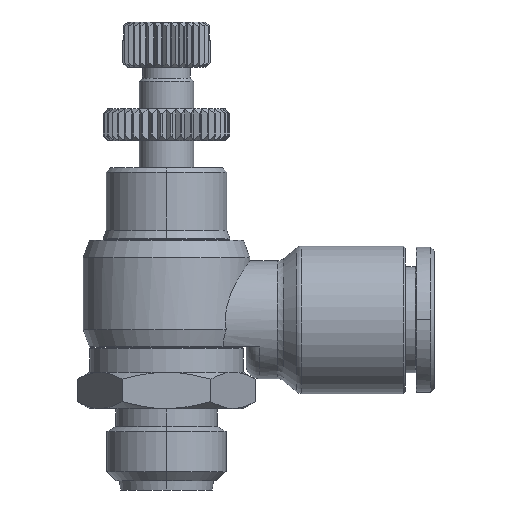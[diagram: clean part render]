
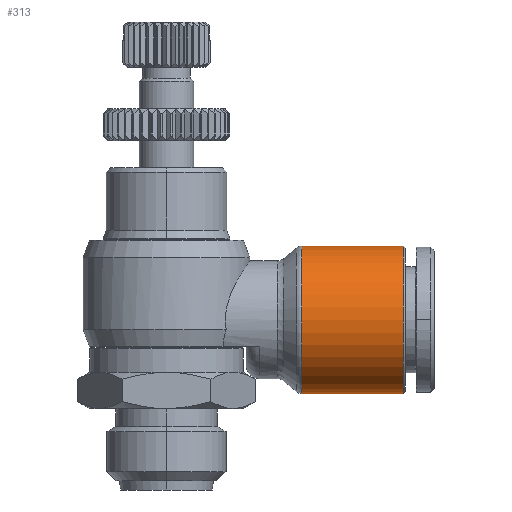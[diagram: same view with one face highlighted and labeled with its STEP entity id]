
A CAD part, front view. The second image highlights one B-rep face of the part: STEP entity #313.
In plain terms, the highlighted cylindrical face has radius 8.15 mm (diameter 16.3 mm), a partial arc.
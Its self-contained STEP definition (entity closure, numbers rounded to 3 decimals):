
#272=CARTESIAN_POINT('',(-14.0,0.,0.));
#273=DIRECTION('',(1.0,0.,0.));
#274=DIRECTION('',(0.0,0.0,1.0));
#275=AXIS2_PLACEMENT_3D('',#272,#273,#274);
#276=CYLINDRICAL_SURFACE('',#275,8.15);
#277=CARTESIAN_POINT('',(-20.55,0.,8.15));
#278=VERTEX_POINT('',#277);
#279=CARTESIAN_POINT('',(-9.359,0.,8.15));
#280=VERTEX_POINT('',#279);
#281=CARTESIAN_POINT('',(-20.55,0.,8.15));
#282=DIRECTION('',(1.0,0.0,0.0));
#283=VECTOR('',#282,11.191);
#284=LINE('',#281,#283);
#285=EDGE_CURVE('',#278,#280,#284,.T.);
#286=ORIENTED_EDGE('',*,*,#285,.F.);
#287=CARTESIAN_POINT('',(-20.55,0.,-8.15));
#288=VERTEX_POINT('',#287);
#289=CARTESIAN_POINT('',(-20.55,0.,0.));
#290=DIRECTION('',(-1.0,0.0,0.0));
#291=DIRECTION('',(0.0,0.0,-1.0));
#292=AXIS2_PLACEMENT_3D('',#289,#290,#291);
#293=CIRCLE('',#292,8.15);
#294=EDGE_CURVE('',#288,#278,#293,.T.);
#295=ORIENTED_EDGE('',*,*,#294,.F.);
#296=CARTESIAN_POINT('',(-9.359,0.,-8.15));
#297=VERTEX_POINT('',#296);
#298=CARTESIAN_POINT('',(-9.359,0.,-8.15));
#299=DIRECTION('',(-1.0,0.0,0.0));
#300=VECTOR('',#299,11.191);
#301=LINE('',#298,#300);
#302=EDGE_CURVE('',#297,#288,#301,.T.);
#303=ORIENTED_EDGE('',*,*,#302,.F.);
#304=CARTESIAN_POINT('',(-9.359,0.,0.));
#305=DIRECTION('',(1.0,0.0,0.0));
#306=DIRECTION('',(0.0,0.0,-1.0));
#307=AXIS2_PLACEMENT_3D('',#304,#305,#306);
#308=CIRCLE('',#307,8.15);
#309=EDGE_CURVE('',#280,#297,#308,.T.);
#310=ORIENTED_EDGE('',*,*,#309,.F.);
#311=EDGE_LOOP('',(#286,#295,#303,#310));
#312=FACE_OUTER_BOUND('',#311,.T.);
#313=ADVANCED_FACE('',(#312),#276,.T.);
